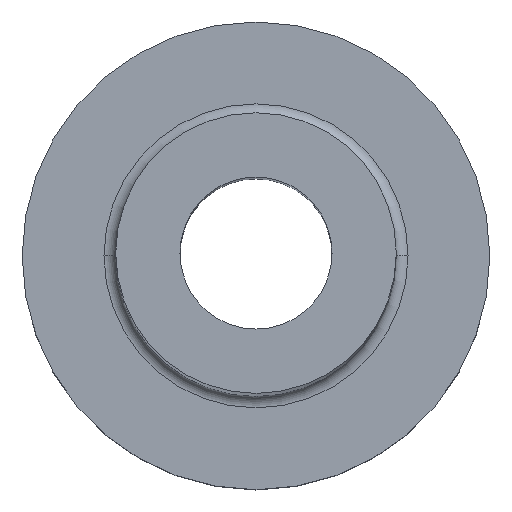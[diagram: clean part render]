
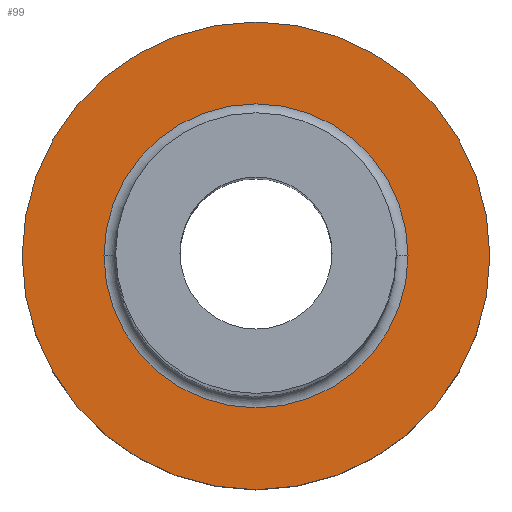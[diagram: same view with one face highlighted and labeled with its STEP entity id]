
A CAD part, top view. The second image highlights one B-rep face of the part: STEP entity #99.
In plain terms, the highlighted planar face has unit normal (0, 0, 1).
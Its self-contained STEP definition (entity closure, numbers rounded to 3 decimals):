
#6 = ORIENTED_EDGE ( 'NONE', *, *, #367, .T. ) ;
#18 = CARTESIAN_POINT ( 'NONE',  ( 0., 0., 7. ) ) ;
#34 = CIRCLE ( 'NONE', #252, 6.5 ) ;
#41 = DIRECTION ( 'NONE',  ( 1., 0., 0. ) ) ;
#52 = VERTEX_POINT ( 'NONE', #75 ) ;
#54 = CARTESIAN_POINT ( 'NONE',  ( 6.5, 0., 7. ) ) ;
#75 = CARTESIAN_POINT ( 'NONE',  ( 10., 0., 7. ) ) ;
#80 = EDGE_CURVE ( 'NONE', #357, #52, #81, .T. ) ;
#81 = CIRCLE ( 'NONE', #460, 10. ) ;
#87 = DIRECTION ( 'NONE',  ( 1., 0., 0. ) ) ;
#99 = ADVANCED_FACE ( 'NONE', ( #145, #283 ), #434, .T. ) ;
#118 = DIRECTION ( 'NONE',  ( 0., 0., -1. ) ) ;
#131 = AXIS2_PLACEMENT_3D ( 'NONE', #265, #411, #87 ) ;
#145 = FACE_BOUND ( 'NONE', #267, .T. ) ;
#149 = DIRECTION ( 'NONE',  ( 1., 0., 0. ) ) ;
#155 = CARTESIAN_POINT ( 'NONE',  ( 0., 0., 7. ) ) ;
#176 = AXIS2_PLACEMENT_3D ( 'NONE', #247, #395, #149 ) ;
#182 = EDGE_LOOP ( 'NONE', ( #261, #330 ) ) ;
#189 = DIRECTION ( 'NONE',  ( 1., 0., 0. ) ) ;
#225 = DIRECTION ( 'NONE',  ( 1., 0., 0. ) ) ;
#247 = CARTESIAN_POINT ( 'NONE',  ( 0., 0., 7. ) ) ;
#252 = AXIS2_PLACEMENT_3D ( 'NONE', #18, #118, #189 ) ;
#261 = ORIENTED_EDGE ( 'NONE', *, *, #80, .T. ) ;
#265 = CARTESIAN_POINT ( 'NONE',  ( 0., 0., 7. ) ) ;
#267 = EDGE_LOOP ( 'NONE', ( #6, #389 ) ) ;
#283 = FACE_OUTER_BOUND ( 'NONE', #182, .T. ) ;
#289 = CIRCLE ( 'NONE', #131, 10. ) ;
#295 = CARTESIAN_POINT ( 'NONE',  ( -6.5, 0., 7. ) ) ;
#312 = VERTEX_POINT ( 'NONE', #54 ) ;
#330 = ORIENTED_EDGE ( 'NONE', *, *, #430, .T. ) ;
#332 = CARTESIAN_POINT ( 'NONE',  ( -10., 0., 7. ) ) ;
#352 = AXIS2_PLACEMENT_3D ( 'NONE', #155, #445, #225 ) ;
#354 = CARTESIAN_POINT ( 'NONE',  ( 0., 0., 7. ) ) ;
#356 = DIRECTION ( 'NONE',  ( 0., 0., 1. ) ) ;
#357 = VERTEX_POINT ( 'NONE', #332 ) ;
#367 = EDGE_CURVE ( 'NONE', #312, #426, #34, .T. ) ;
#389 = ORIENTED_EDGE ( 'NONE', *, *, #442, .T. ) ;
#395 = DIRECTION ( 'NONE',  ( 0., 0., 1. ) ) ;
#411 = DIRECTION ( 'NONE',  ( 0., 0., 1. ) ) ;
#426 = VERTEX_POINT ( 'NONE', #295 ) ;
#430 = EDGE_CURVE ( 'NONE', #52, #357, #289, .T. ) ;
#434 = PLANE ( 'NONE',  #176 ) ;
#439 = CIRCLE ( 'NONE', #352, 6.5 ) ;
#442 = EDGE_CURVE ( 'NONE', #426, #312, #439, .T. ) ;
#445 = DIRECTION ( 'NONE',  ( 0., 0., -1. ) ) ;
#460 = AXIS2_PLACEMENT_3D ( 'NONE', #354, #356, #41 ) ;
